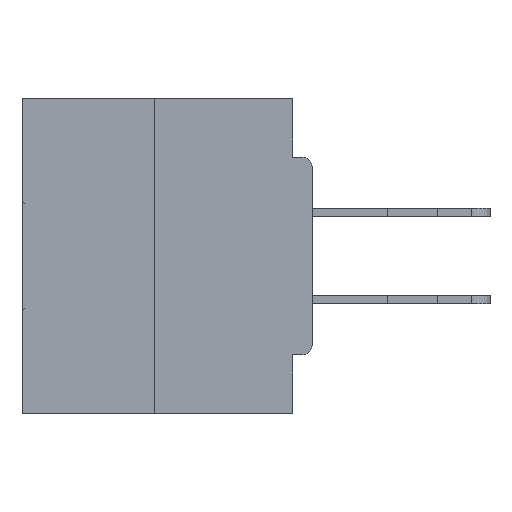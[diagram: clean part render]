
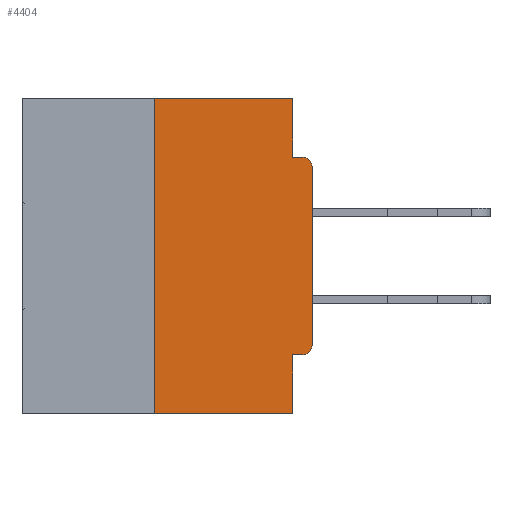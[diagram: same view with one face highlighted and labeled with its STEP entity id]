
A CAD part, left-side view. The second image highlights one B-rep face of the part: STEP entity #4404.
In plain terms, the highlighted planar face has unit normal (-1, 0, 0).
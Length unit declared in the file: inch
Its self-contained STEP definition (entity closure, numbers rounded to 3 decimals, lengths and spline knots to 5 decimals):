
#120 = ORIENTED_EDGE ( 'NONE', *, *, #6714, .F. ) ;
#442 = AXIS2_PLACEMENT_3D ( 'NONE', #5929, #18768, #15862 ) ;
#707 = CARTESIAN_POINT ( 'NONE',  ( 0., 0.015, -0.1085 ) ) ;
#1685 = VECTOR ( 'NONE', #32276, 39.37008 ) ;
#1831 = DIRECTION ( 'NONE',  ( 0., 0., 1. ) ) ;
#2004 = LINE ( 'NONE', #20112, #15400 ) ;
#2200 = VERTEX_POINT ( 'NONE', #23717 ) ;
#2598 = AXIS2_PLACEMENT_3D ( 'NONE', #707, #4026, #37105 ) ;
#3899 = CARTESIAN_POINT ( 'NONE',  ( 0., 0., -0.4065 ) ) ;
#3911 = CARTESIAN_POINT ( 'NONE',  ( 0., 0.25, -0.5 ) ) ;
#4020 = VERTEX_POINT ( 'NONE', #5319 ) ;
#4026 = DIRECTION ( 'NONE',  ( -1., 0., 0. ) ) ;
#4404 = ADVANCED_FACE ( 'NONE', ( #42028 ), #26097, .F. ) ;
#5319 = CARTESIAN_POINT ( 'NONE',  ( 0., 0., -0.1085 ) ) ;
#5929 = CARTESIAN_POINT ( 'NONE',  ( 0., 0.015, -0.3915 ) ) ;
#6644 = DIRECTION ( 'NONE',  ( 1., 0., 0. ) ) ;
#6714 = EDGE_CURVE ( 'NONE', #11891, #18699, #2004, .T. ) ;
#7157 = CARTESIAN_POINT ( 'NONE',  ( 0., 0.031, 0. ) ) ;
#7540 = CARTESIAN_POINT ( 'NONE',  ( 0., 0.015, -0.4065 ) ) ;
#7553 = EDGE_CURVE ( 'NONE', #4020, #2200, #21072, .T. ) ;
#7625 = EDGE_CURVE ( 'NONE', #21700, #20379, #39136, .T. ) ;
#8152 = LINE ( 'NONE', #29937, #33454 ) ;
#8616 = AXIS2_PLACEMENT_3D ( 'NONE', #9811, #6644, #22777 ) ;
#9335 = CARTESIAN_POINT ( 'NONE',  ( 0., 0., -0.0935 ) ) ;
#9811 = CARTESIAN_POINT ( 'NONE',  ( 0., 0.46, 0. ) ) ;
#11648 = CIRCLE ( 'NONE', #442, 0.015 ) ;
#11779 = LINE ( 'NONE', #9335, #16374 ) ;
#11891 = VERTEX_POINT ( 'NONE', #23612 ) ;
#12934 = ORIENTED_EDGE ( 'NONE', *, *, #13531, .T. ) ;
#13020 = ORIENTED_EDGE ( 'NONE', *, *, #24869, .F. ) ;
#13251 = VERTEX_POINT ( 'NONE', #35481 ) ;
#13531 = EDGE_CURVE ( 'NONE', #27779, #4020, #40892, .T. ) ;
#14431 = VECTOR ( 'NONE', #1831, 39.37008 ) ;
#14826 = CARTESIAN_POINT ( 'NONE',  ( 0., 0.031, -0.0935 ) ) ;
#14866 = EDGE_CURVE ( 'NONE', #41812, #2200, #11779, .T. ) ;
#15400 = VECTOR ( 'NONE', #20415, 39.37008 ) ;
#15666 = CARTESIAN_POINT ( 'NONE',  ( 0., 0.031, -0.5 ) ) ;
#15862 = DIRECTION ( 'NONE',  ( 0., 0., -1. ) ) ;
#16374 = VECTOR ( 'NONE', #32418, 39.37008 ) ;
#16754 = DIRECTION ( 'NONE',  ( 0., 0., -1. ) ) ;
#16961 = ORIENTED_EDGE ( 'NONE', *, *, #14866, .F. ) ;
#18688 = LINE ( 'NONE', #23384, #20807 ) ;
#18699 = VERTEX_POINT ( 'NONE', #7157 ) ;
#18768 = DIRECTION ( 'NONE',  ( -1., 0., 0. ) ) ;
#19407 = DIRECTION ( 'NONE',  ( 0., 0., 1. ) ) ;
#20112 = CARTESIAN_POINT ( 'NONE',  ( 0., 0.46, 0. ) ) ;
#20379 = VERTEX_POINT ( 'NONE', #32959 ) ;
#20415 = DIRECTION ( 'NONE',  ( 0., -1., 0. ) ) ;
#20807 = VECTOR ( 'NONE', #16754, 39.37008 ) ;
#21072 = CIRCLE ( 'NONE', #2598, 0.015 ) ;
#21191 = DIRECTION ( 'NONE',  ( 0., 1., 0. ) ) ;
#21700 = VERTEX_POINT ( 'NONE', #7540 ) ;
#22025 = CARTESIAN_POINT ( 'NONE',  ( 0., 0.46, -0.5 ) ) ;
#22250 = EDGE_CURVE ( 'NONE', #18699, #41812, #18688, .T. ) ;
#22441 = DIRECTION ( 'NONE',  ( 0., -1., 0. ) ) ;
#22777 = DIRECTION ( 'NONE',  ( 0., 0., -1. ) ) ;
#23384 = CARTESIAN_POINT ( 'NONE',  ( 0., 0.031, 0. ) ) ;
#23612 = CARTESIAN_POINT ( 'NONE',  ( 0., 0.25, 0. ) ) ;
#23717 = CARTESIAN_POINT ( 'NONE',  ( 0., 0.015, -0.0935 ) ) ;
#24011 = EDGE_CURVE ( 'NONE', #38421, #13251, #24710, .T. ) ;
#24710 = LINE ( 'NONE', #22025, #34546 ) ;
#24869 = EDGE_CURVE ( 'NONE', #38421, #11891, #8152, .T. ) ;
#25002 = ORIENTED_EDGE ( 'NONE', *, *, #7553, .T. ) ;
#26097 = PLANE ( 'NONE',  #8616 ) ;
#26309 = EDGE_CURVE ( 'NONE', #21700, #27779, #11648, .T. ) ;
#27779 = VERTEX_POINT ( 'NONE', #33322 ) ;
#28613 = EDGE_CURVE ( 'NONE', #20379, #13251, #42016, .T. ) ;
#28686 = EDGE_LOOP ( 'NONE', ( #120, #13020, #40718, #40042, #41644, #41281, #12934, #25002, #16961, #30171 ) ) ;
#29937 = CARTESIAN_POINT ( 'NONE',  ( 0., 0.25, 0. ) ) ;
#30171 = ORIENTED_EDGE ( 'NONE', *, *, #22250, .F. ) ;
#31283 = CARTESIAN_POINT ( 'NONE',  ( 0., 0., 0. ) ) ;
#32276 = DIRECTION ( 'NONE',  ( 0., 0., -1. ) ) ;
#32418 = DIRECTION ( 'NONE',  ( 0., -1., 0. ) ) ;
#32959 = CARTESIAN_POINT ( 'NONE',  ( 0., 0.031, -0.4065 ) ) ;
#33322 = CARTESIAN_POINT ( 'NONE',  ( 0., 0., -0.3915 ) ) ;
#33454 = VECTOR ( 'NONE', #19407, 39.37008 ) ;
#34546 = VECTOR ( 'NONE', #22441, 39.37008 ) ;
#35481 = CARTESIAN_POINT ( 'NONE',  ( 0., 0.031, -0.5 ) ) ;
#37086 = VECTOR ( 'NONE', #21191, 39.37008 ) ;
#37105 = DIRECTION ( 'NONE',  ( 0., 0., -1. ) ) ;
#38421 = VERTEX_POINT ( 'NONE', #3911 ) ;
#39136 = LINE ( 'NONE', #3899, #37086 ) ;
#40042 = ORIENTED_EDGE ( 'NONE', *, *, #28613, .F. ) ;
#40718 = ORIENTED_EDGE ( 'NONE', *, *, #24011, .T. ) ;
#40892 = LINE ( 'NONE', #31283, #14431 ) ;
#41281 = ORIENTED_EDGE ( 'NONE', *, *, #26309, .T. ) ;
#41644 = ORIENTED_EDGE ( 'NONE', *, *, #7625, .F. ) ;
#41812 = VERTEX_POINT ( 'NONE', #14826 ) ;
#42016 = LINE ( 'NONE', #15666, #1685 ) ;
#42028 = FACE_OUTER_BOUND ( 'NONE', #28686, .T. ) ;
